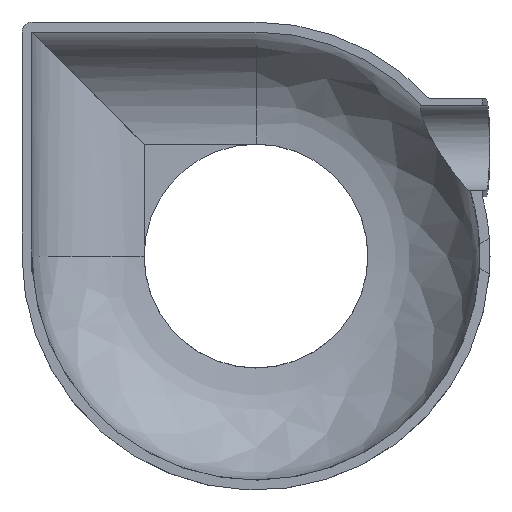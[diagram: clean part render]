
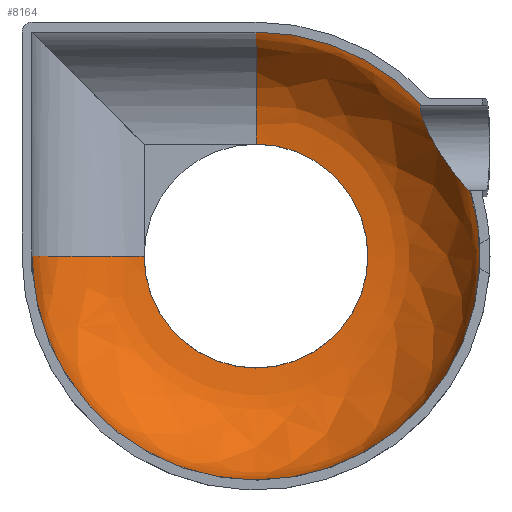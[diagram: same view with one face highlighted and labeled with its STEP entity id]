
A CAD part, front view. The second image highlights one B-rep face of the part: STEP entity #8164.
In plain terms, the highlighted free-form (B-spline) face has degree [2, 2] with [3, 7] control points.
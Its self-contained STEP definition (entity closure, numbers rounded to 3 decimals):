
#16=(
BOUNDED_SURFACE()
B_SPLINE_SURFACE(2,2,((#15004,#15005,#15006,#15007,#15008,#15009,#15010),
(#15011,#15012,#15013,#15014,#15015,#15016,#15017),(#15018,#15019,#15020,
#15021,#15022,#15023,#15024)),.UNSPECIFIED.,.F.,.F.,.F.)
B_SPLINE_SURFACE_WITH_KNOTS((3,3),(3,2,2,3),(0.,1.571),
(-2.356,-0.785,0.785,2.356),
 .UNSPECIFIED.)
GEOMETRIC_REPRESENTATION_ITEM()
RATIONAL_B_SPLINE_SURFACE(((1.,0.707,1.,0.707,1.,
0.707,1.),(0.707,0.5,0.707,0.5,0.707,
0.5,0.707),(1.,0.707,1.,0.707,1.,0.707,
1.)))
REPRESENTATION_ITEM('')
SURFACE()
);
#39=CIRCLE('',#8471,110.1);
#41=CIRCLE('',#8474,110.1);
#46=CIRCLE('',#8490,55.1);
#47=CIRCLE('',#8491,55.);
#48=CIRCLE('',#8492,55.1);
#681=FACE_OUTER_BOUND('',#1151,.T.);
#1151=EDGE_LOOP('',(#7423,#7424,#7425,#7426,#7427,#7428,#7429,#7430));
#3138=B_SPLINE_CURVE_WITH_KNOTS('',3,(#14725,#14726,#14727,#14728),
 .UNSPECIFIED.,.F.,.F.,(4,4),(12.84,13.323),
 .UNSPECIFIED.);
#3139=B_SPLINE_CURVE_WITH_KNOTS('',3,(#14733,#14734,#14735,#14736,#14737,
#14738,#14739,#14740,#14741,#14742,#14743,#14744,#14745,#14746,#14747,#14748,
#14749,#14750,#14751,#14752),.UNSPECIFIED.,.F.,.F.,(4,2,2,2,2,2,2,2,2,4),
(-7.172,-6.687,-6.125,-5.192,
-4.041,-3.054,-2.238,-1.434,
-0.72,0.),.UNSPECIFIED.);
#3142=B_SPLINE_CURVE_WITH_KNOTS('',3,(#14792,#14793,#14794,#14795),
 .UNSPECIFIED.,.F.,.F.,(4,4),(29.977,30.455),
 .UNSPECIFIED.);
#3894=VERTEX_POINT('',#14722);
#3895=VERTEX_POINT('',#14724);
#3896=VERTEX_POINT('',#14731);
#3901=VERTEX_POINT('',#14790);
#3914=VERTEX_POINT('',#14848);
#3919=VERTEX_POINT('',#14896);
#3929=VERTEX_POINT('',#15025);
#3930=VERTEX_POINT('',#15027);
#5046=EDGE_CURVE('',#3895,#3894,#3138,.T.);
#5049=EDGE_CURVE('',#3894,#3896,#3139,.T.);
#5057=EDGE_CURVE('',#3896,#3901,#3142,.T.);
#5075=EDGE_CURVE('',#3895,#3914,#39,.T.);
#5084=EDGE_CURVE('',#3919,#3901,#41,.T.);
#5103=EDGE_CURVE('',#3929,#3919,#46,.T.);
#5104=EDGE_CURVE('',#3930,#3929,#47,.T.);
#5105=EDGE_CURVE('',#3914,#3930,#48,.T.);
#7423=ORIENTED_EDGE('',*,*,#5057,.T.);
#7424=ORIENTED_EDGE('',*,*,#5084,.F.);
#7425=ORIENTED_EDGE('',*,*,#5103,.F.);
#7426=ORIENTED_EDGE('',*,*,#5104,.F.);
#7427=ORIENTED_EDGE('',*,*,#5105,.F.);
#7428=ORIENTED_EDGE('',*,*,#5075,.F.);
#7429=ORIENTED_EDGE('',*,*,#5046,.T.);
#7430=ORIENTED_EDGE('',*,*,#5049,.T.);
#8164=ADVANCED_FACE('',(#681),#16,.T.);
#8471=AXIS2_PLACEMENT_3D('',#14849,#9856,#9857);
#8474=AXIS2_PLACEMENT_3D('',#14898,#9867,#9868);
#8490=AXIS2_PLACEMENT_3D('',#15026,#9909,#9910);
#8491=AXIS2_PLACEMENT_3D('',#15028,#9911,#9912);
#8492=AXIS2_PLACEMENT_3D('',#15029,#9913,#9914);
#9856=DIRECTION('center_axis',(0.,1.,0.));
#9857=DIRECTION('ref_axis',(0.707,0.,-0.707));
#9867=DIRECTION('center_axis',(0.,1.,0.));
#9868=DIRECTION('ref_axis',(0.707,0.,-0.707));
#9909=DIRECTION('center_axis',(1.,0.,0.));
#9910=DIRECTION('ref_axis',(0.,1.,0.));
#9911=DIRECTION('center_axis',(0.,-1.,0.));
#9912=DIRECTION('ref_axis',(0.707,0.,-0.707));
#9913=DIRECTION('center_axis',(0.,0.,-1.));
#9914=DIRECTION('ref_axis',(-1.,0.,0.));
#14722=CARTESIAN_POINT('',(105.04,20.,32.226));
#14724=CARTESIAN_POINT('',(105.278,15.,32.226));
#14725=CARTESIAN_POINT('Ctrl Pts',(105.278,15.,32.226));
#14726=CARTESIAN_POINT('Ctrl Pts',(105.278,16.609,32.226));
#14727=CARTESIAN_POINT('Ctrl Pts',(105.203,18.291,32.226));
#14728=CARTESIAN_POINT('Ctrl Pts',(105.04,20.,32.226));
#14731=CARTESIAN_POINT('',(81.009,20.,74.226));
#14733=CARTESIAN_POINT('Ctrl Pts',(105.04,20.,32.226));
#14734=CARTESIAN_POINT('Ctrl Pts',(104.887,21.608,32.226));
#14735=CARTESIAN_POINT('Ctrl Pts',(104.605,23.19,32.411));
#14736=CARTESIAN_POINT('Ctrl Pts',(103.747,26.485,33.17));
#14737=CARTESIAN_POINT('Ctrl Pts',(103.141,28.15,33.795));
#14738=CARTESIAN_POINT('Ctrl Pts',(101.23,32.237,35.919));
#14739=CARTESIAN_POINT('Ctrl Pts',(99.748,34.396,37.704));
#14740=CARTESIAN_POINT('Ctrl Pts',(96.173,38.231,42.293));
#14741=CARTESIAN_POINT('Ctrl Pts',(94.002,39.697,45.259));
#14742=CARTESIAN_POINT('Ctrl Pts',(90.111,41.076,51.106));
#14743=CARTESIAN_POINT('Ctrl Pts',(88.352,41.188,53.974));
#14744=CARTESIAN_POINT('Ctrl Pts',(85.498,40.272,59.212));
#14745=CARTESIAN_POINT('Ctrl Pts',(84.35,39.442,61.565));
#14746=CARTESIAN_POINT('Ctrl Pts',(82.481,36.891,65.956));
#14747=CARTESIAN_POINT('Ctrl Pts',(81.776,35.215,67.939));
#14748=CARTESIAN_POINT('Ctrl Pts',(80.888,31.333,71.06));
#14749=CARTESIAN_POINT('Ctrl Pts',(80.666,29.26,72.224));
#14750=CARTESIAN_POINT('Ctrl Pts',(80.578,24.759,73.82));
#14751=CARTESIAN_POINT('Ctrl Pts',(80.715,22.382,74.226));
#14752=CARTESIAN_POINT('Ctrl Pts',(81.009,20.,74.226));
#14790=CARTESIAN_POINT('',(81.317,15.,74.226));
#14792=CARTESIAN_POINT('Ctrl Pts',(81.009,20.,74.226));
#14793=CARTESIAN_POINT('Ctrl Pts',(81.221,18.288,74.226));
#14794=CARTESIAN_POINT('Ctrl Pts',(81.317,16.593,74.226));
#14795=CARTESIAN_POINT('Ctrl Pts',(81.317,15.,74.226));
#14848=CARTESIAN_POINT('',(-110.1,15.,0.));
#14849=CARTESIAN_POINT('Origin',(0.,15.,0.));
#14896=CARTESIAN_POINT('',(0.,15.,110.1));
#14898=CARTESIAN_POINT('Origin',(0.,15.,0.));
#15004=CARTESIAN_POINT('Ctrl Pts',(0.,15.,110.1));
#15005=CARTESIAN_POINT('Ctrl Pts',(110.1,15.,110.1));
#15006=CARTESIAN_POINT('Ctrl Pts',(110.1,15.,0.));
#15007=CARTESIAN_POINT('Ctrl Pts',(110.1,15.,-110.1));
#15008=CARTESIAN_POINT('Ctrl Pts',(0.,15.,-110.1));
#15009=CARTESIAN_POINT('Ctrl Pts',(-110.1,15.,-110.1));
#15010=CARTESIAN_POINT('Ctrl Pts',(-110.1,15.,0.));
#15011=CARTESIAN_POINT('Ctrl Pts',(0.,70.1,110.1));
#15012=CARTESIAN_POINT('Ctrl Pts',(110.1,70.1,110.1));
#15013=CARTESIAN_POINT('Ctrl Pts',(110.1,70.1,0.));
#15014=CARTESIAN_POINT('Ctrl Pts',(110.1,70.1,-110.1));
#15015=CARTESIAN_POINT('Ctrl Pts',(0.,70.1,-110.1));
#15016=CARTESIAN_POINT('Ctrl Pts',(-110.1,70.1,-110.1));
#15017=CARTESIAN_POINT('Ctrl Pts',(-110.1,70.1,0.));
#15018=CARTESIAN_POINT('Ctrl Pts',(0.,70.1,55.));
#15019=CARTESIAN_POINT('Ctrl Pts',(55.,70.1,55.));
#15020=CARTESIAN_POINT('Ctrl Pts',(55.,70.1,0.));
#15021=CARTESIAN_POINT('Ctrl Pts',(55.,70.1,-55.));
#15022=CARTESIAN_POINT('Ctrl Pts',(0.,70.1,-55.));
#15023=CARTESIAN_POINT('Ctrl Pts',(-55.,70.1,-55.));
#15024=CARTESIAN_POINT('Ctrl Pts',(-55.,70.1,0.));
#15025=CARTESIAN_POINT('',(0.,70.1,55.));
#15026=CARTESIAN_POINT('Origin',(0.,15.,55.));
#15027=CARTESIAN_POINT('',(-55.,70.1,0.));
#15028=CARTESIAN_POINT('Origin',(0.,70.1,0.));
#15029=CARTESIAN_POINT('Origin',(-55.,15.,0.));
